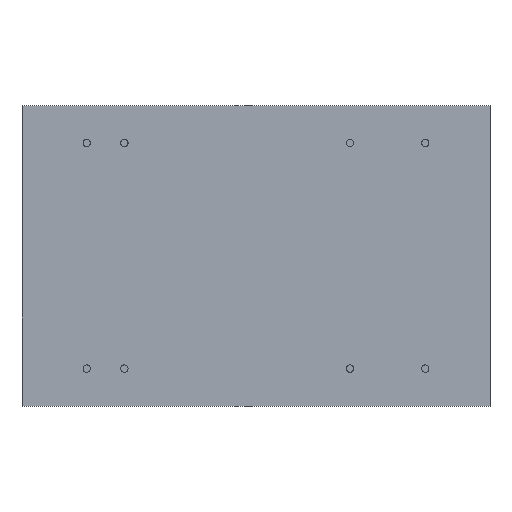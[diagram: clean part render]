
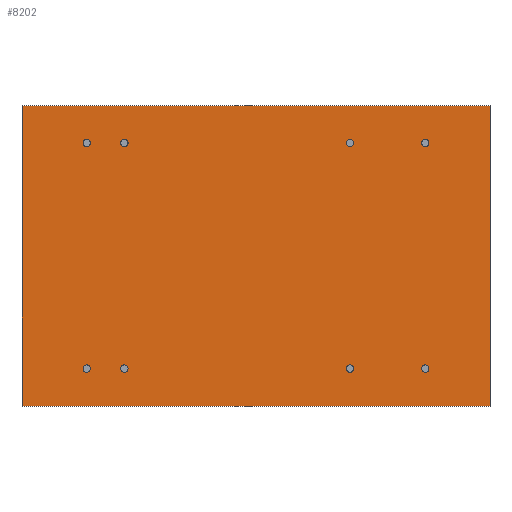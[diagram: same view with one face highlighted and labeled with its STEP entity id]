
A CAD part, top view. The second image highlights one B-rep face of the part: STEP entity #8202.
In plain terms, the highlighted planar face has unit normal (0, 0, 1).
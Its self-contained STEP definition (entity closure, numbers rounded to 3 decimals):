
#15=CIRCLE('',#8361,0.25);
#17=CIRCLE('',#8365,0.25);
#19=CIRCLE('',#8369,0.25);
#21=CIRCLE('',#8373,0.25);
#23=CIRCLE('',#8377,0.25);
#25=CIRCLE('',#8381,0.25);
#27=CIRCLE('',#8385,0.25);
#29=CIRCLE('',#8389,0.25);
#55=FACE_BOUND('',#1128,.T.);
#56=FACE_BOUND('',#1129,.T.);
#57=FACE_BOUND('',#1130,.T.);
#58=FACE_BOUND('',#1131,.T.);
#59=FACE_BOUND('',#1132,.T.);
#60=FACE_BOUND('',#1133,.T.);
#61=FACE_BOUND('',#1134,.T.);
#62=FACE_BOUND('',#1135,.T.);
#240=PLANE('',#8395);
#675=FACE_OUTER_BOUND('',#1127,.T.);
#1127=EDGE_LOOP('',(#7480,#7481,#7482,#7483));
#1128=EDGE_LOOP('',(#7484));
#1129=EDGE_LOOP('',(#7485));
#1130=EDGE_LOOP('',(#7486));
#1131=EDGE_LOOP('',(#7487));
#1132=EDGE_LOOP('',(#7488));
#1133=EDGE_LOOP('',(#7489));
#1134=EDGE_LOOP('',(#7490));
#1135=EDGE_LOOP('',(#7491));
#1793=LINE('',#16506,#2457);
#1796=LINE('',#16511,#2460);
#1798=LINE('',#16515,#2462);
#1800=LINE('',#16518,#2464);
#2457=VECTOR('',#9403,10.);
#2460=VECTOR('',#9408,10.);
#2462=VECTOR('',#9412,10.);
#2464=VECTOR('',#9416,10.);
#3806=VERTEX_POINT('',#16450);
#3808=VERTEX_POINT('',#16457);
#3810=VERTEX_POINT('',#16464);
#3812=VERTEX_POINT('',#16471);
#3814=VERTEX_POINT('',#16478);
#3816=VERTEX_POINT('',#16485);
#3818=VERTEX_POINT('',#16492);
#3820=VERTEX_POINT('',#16499);
#3821=VERTEX_POINT('',#16504);
#3822=VERTEX_POINT('',#16505);
#3823=VERTEX_POINT('',#16510);
#3824=VERTEX_POINT('',#16514);
#5019=EDGE_CURVE('',#3806,#3806,#15,.T.);
#5022=EDGE_CURVE('',#3808,#3808,#17,.T.);
#5025=EDGE_CURVE('',#3810,#3810,#19,.T.);
#5028=EDGE_CURVE('',#3812,#3812,#21,.T.);
#5031=EDGE_CURVE('',#3814,#3814,#23,.T.);
#5034=EDGE_CURVE('',#3816,#3816,#25,.T.);
#5037=EDGE_CURVE('',#3818,#3818,#27,.T.);
#5040=EDGE_CURVE('',#3820,#3820,#29,.T.);
#5041=EDGE_CURVE('',#3821,#3822,#1793,.T.);
#5044=EDGE_CURVE('',#3822,#3823,#1796,.T.);
#5046=EDGE_CURVE('',#3823,#3824,#1798,.T.);
#5048=EDGE_CURVE('',#3824,#3821,#1800,.T.);
#7480=ORIENTED_EDGE('',*,*,#5048,.T.);
#7481=ORIENTED_EDGE('',*,*,#5041,.T.);
#7482=ORIENTED_EDGE('',*,*,#5044,.T.);
#7483=ORIENTED_EDGE('',*,*,#5046,.T.);
#7484=ORIENTED_EDGE('',*,*,#5019,.T.);
#7485=ORIENTED_EDGE('',*,*,#5022,.T.);
#7486=ORIENTED_EDGE('',*,*,#5025,.T.);
#7487=ORIENTED_EDGE('',*,*,#5028,.T.);
#7488=ORIENTED_EDGE('',*,*,#5031,.T.);
#7489=ORIENTED_EDGE('',*,*,#5034,.T.);
#7490=ORIENTED_EDGE('',*,*,#5037,.T.);
#7491=ORIENTED_EDGE('',*,*,#5040,.T.);
#8202=ADVANCED_FACE('',(#675,#55,#56,#57,#58,#59,#60,#61,#62),#240,.T.);
#8361=AXIS2_PLACEMENT_3D('',#16452,#9334,#9335);
#8365=AXIS2_PLACEMENT_3D('',#16459,#9343,#9344);
#8369=AXIS2_PLACEMENT_3D('',#16466,#9352,#9353);
#8373=AXIS2_PLACEMENT_3D('',#16473,#9361,#9362);
#8377=AXIS2_PLACEMENT_3D('',#16480,#9370,#9371);
#8381=AXIS2_PLACEMENT_3D('',#16487,#9379,#9380);
#8385=AXIS2_PLACEMENT_3D('',#16494,#9388,#9389);
#8389=AXIS2_PLACEMENT_3D('',#16501,#9397,#9398);
#8395=AXIS2_PLACEMENT_3D('',#16519,#9417,#9418);
#9334=DIRECTION('center_axis',(0.,0.,-1.));
#9335=DIRECTION('ref_axis',(1.,0.,0.));
#9343=DIRECTION('center_axis',(0.,0.,-1.));
#9344=DIRECTION('ref_axis',(1.,0.,0.));
#9352=DIRECTION('center_axis',(0.,0.,-1.));
#9353=DIRECTION('ref_axis',(1.,0.,0.));
#9361=DIRECTION('center_axis',(0.,0.,-1.));
#9362=DIRECTION('ref_axis',(1.,0.,0.));
#9370=DIRECTION('center_axis',(0.,0.,-1.));
#9371=DIRECTION('ref_axis',(1.,0.,0.));
#9379=DIRECTION('center_axis',(0.,0.,-1.));
#9380=DIRECTION('ref_axis',(1.,0.,0.));
#9388=DIRECTION('center_axis',(0.,0.,-1.));
#9389=DIRECTION('ref_axis',(1.,0.,0.));
#9397=DIRECTION('center_axis',(0.,0.,-1.));
#9398=DIRECTION('ref_axis',(1.,0.,0.));
#9403=DIRECTION('',(-1.,0.,0.));
#9408=DIRECTION('',(0.,-1.,0.));
#9412=DIRECTION('',(1.,0.,0.));
#9416=DIRECTION('',(0.,1.,0.));
#9417=DIRECTION('center_axis',(0.,0.,1.));
#9418=DIRECTION('ref_axis',(1.,0.,0.));
#16450=CARTESIAN_POINT('',(-9.14,-7.62,0.));
#16452=CARTESIAN_POINT('Origin',(-8.89,-7.62,0.));
#16457=CARTESIAN_POINT('',(6.1,7.62,0.));
#16459=CARTESIAN_POINT('Origin',(6.35,7.62,0.));
#16464=CARTESIAN_POINT('',(-11.68,7.62,0.));
#16466=CARTESIAN_POINT('Origin',(-11.43,7.62,0.));
#16471=CARTESIAN_POINT('',(11.18,-7.62,0.));
#16473=CARTESIAN_POINT('Origin',(11.43,-7.62,0.));
#16478=CARTESIAN_POINT('',(-11.68,-7.62,0.));
#16480=CARTESIAN_POINT('Origin',(-11.43,-7.62,0.));
#16485=CARTESIAN_POINT('',(11.18,7.62,0.));
#16487=CARTESIAN_POINT('Origin',(11.43,7.62,0.));
#16492=CARTESIAN_POINT('',(-9.14,7.62,0.));
#16494=CARTESIAN_POINT('Origin',(-8.89,7.62,0.));
#16499=CARTESIAN_POINT('',(6.1,-7.62,0.));
#16501=CARTESIAN_POINT('Origin',(6.35,-7.62,0.));
#16504=CARTESIAN_POINT('',(15.8,10.15,0.));
#16505=CARTESIAN_POINT('',(-15.8,10.15,0.));
#16506=CARTESIAN_POINT('',(15.8,10.15,0.));
#16510=CARTESIAN_POINT('',(-15.8,-10.15,0.));
#16511=CARTESIAN_POINT('',(-15.8,10.15,0.));
#16514=CARTESIAN_POINT('',(15.8,-10.15,0.));
#16515=CARTESIAN_POINT('',(-15.8,-10.15,0.));
#16518=CARTESIAN_POINT('',(15.8,-10.15,0.));
#16519=CARTESIAN_POINT('Origin',(0.,0.,0.));
